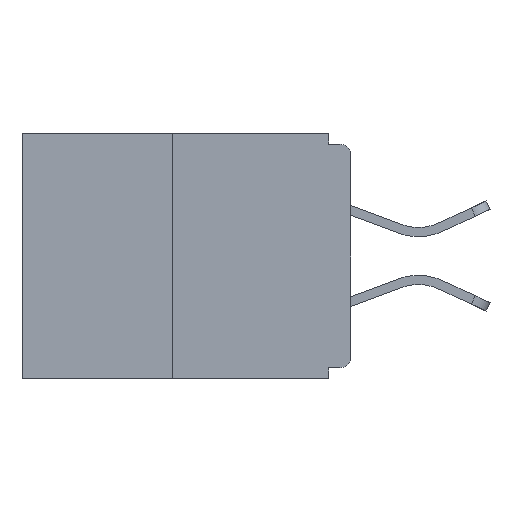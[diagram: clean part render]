
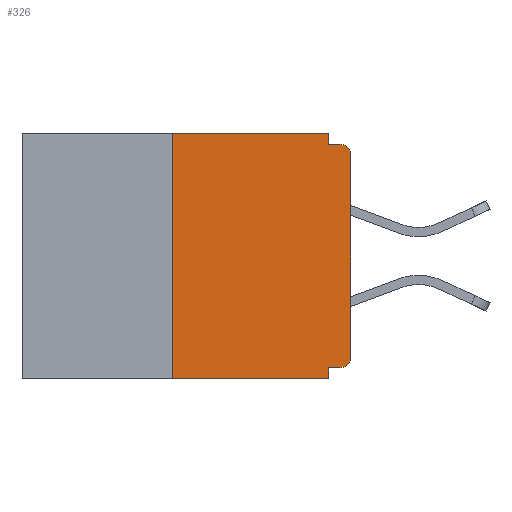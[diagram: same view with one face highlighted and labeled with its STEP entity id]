
A CAD part, left-side view. The second image highlights one B-rep face of the part: STEP entity #326.
In plain terms, the highlighted planar face has unit normal (-1, 0, 0).
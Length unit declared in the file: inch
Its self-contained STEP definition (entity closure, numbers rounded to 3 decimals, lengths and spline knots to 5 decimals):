
#150 = EDGE_CURVE ( 'NONE', #19138, #12833, #1432, .T. ) ;
#158 = CARTESIAN_POINT ( 'NONE',  ( 0., 0.031, -0.328 ) ) ;
#205 = VECTOR ( 'NONE', #5356, 39.37008 ) ;
#242 = LINE ( 'NONE', #19106, #17828 ) ;
#297 = ORIENTED_EDGE ( 'NONE', *, *, #5367, .F. ) ;
#326 = ADVANCED_FACE ( 'NONE', ( #331 ), #16438, .F. ) ;
#331 = FACE_OUTER_BOUND ( 'NONE', #22220, .T. ) ;
#517 = EDGE_CURVE ( 'NONE', #2848, #989, #598, .T. ) ;
#598 = LINE ( 'NONE', #2885, #3326 ) ;
#603 = ORIENTED_EDGE ( 'NONE', *, *, #9039, .T. ) ;
#989 = VERTEX_POINT ( 'NONE', #14139 ) ;
#1185 = CIRCLE ( 'NONE', #7978, 0.015 ) ;
#1294 = ORIENTED_EDGE ( 'NONE', *, *, #20113, .F. ) ;
#1411 = VECTOR ( 'NONE', #13442, 39.37008 ) ;
#1432 = LINE ( 'NONE', #17816, #16007 ) ;
#1688 = LINE ( 'NONE', #15783, #10159 ) ;
#2848 = VERTEX_POINT ( 'NONE', #3574 ) ;
#2885 = CARTESIAN_POINT ( 'NONE',  ( 0., 0.25, 0. ) ) ;
#3056 = VECTOR ( 'NONE', #4998, 39.37008 ) ;
#3069 = VERTEX_POINT ( 'NONE', #18315 ) ;
#3326 = VECTOR ( 'NONE', #4667, 39.37008 ) ;
#3416 = VERTEX_POINT ( 'NONE', #21987 ) ;
#3574 = CARTESIAN_POINT ( 'NONE',  ( 0., 0.25, -0.343 ) ) ;
#4667 = DIRECTION ( 'NONE',  ( 0., 0., 1. ) ) ;
#4998 = DIRECTION ( 'NONE',  ( 0., -1., 0. ) ) ;
#5356 = DIRECTION ( 'NONE',  ( 0., 0., 1. ) ) ;
#5367 = EDGE_CURVE ( 'NONE', #12833, #3416, #242, .T. ) ;
#5960 = ORIENTED_EDGE ( 'NONE', *, *, #12575, .T. ) ;
#6071 = LINE ( 'NONE', #19082, #1411 ) ;
#6604 = CARTESIAN_POINT ( 'NONE',  ( 0., 0.46, -0.343 ) ) ;
#6695 = ORIENTED_EDGE ( 'NONE', *, *, #18562, .T. ) ;
#6979 = VERTEX_POINT ( 'NONE', #10743 ) ;
#7034 = CARTESIAN_POINT ( 'NONE',  ( 0., 0., 0. ) ) ;
#7126 = ORIENTED_EDGE ( 'NONE', *, *, #21818, .F. ) ;
#7404 = CARTESIAN_POINT ( 'NONE',  ( 0., 0.46, 0. ) ) ;
#7629 = DIRECTION ( 'NONE',  ( 0., 0., -1. ) ) ;
#7854 = DIRECTION ( 'NONE',  ( -1., 0., 0. ) ) ;
#7978 = AXIS2_PLACEMENT_3D ( 'NONE', #22332, #16329, #7629 ) ;
#8993 = DIRECTION ( 'NONE',  ( 0., -1., 0. ) ) ;
#9039 = EDGE_CURVE ( 'NONE', #11730, #3069, #14230, .T. ) ;
#9326 = CARTESIAN_POINT ( 'NONE',  ( 0., 0.46, 0. ) ) ;
#9418 = CARTESIAN_POINT ( 'NONE',  ( 0., 0.031, 0. ) ) ;
#9595 = ORIENTED_EDGE ( 'NONE', *, *, #13343, .F. ) ;
#10159 = VECTOR ( 'NONE', #19332, 39.37008 ) ;
#10568 = VERTEX_POINT ( 'NONE', #9418 ) ;
#10743 = CARTESIAN_POINT ( 'NONE',  ( 0., 0.031, -0.015 ) ) ;
#11730 = VERTEX_POINT ( 'NONE', #22821 ) ;
#12575 = EDGE_CURVE ( 'NONE', #19138, #15395, #1185, .T. ) ;
#12694 = LINE ( 'NONE', #6604, #3056 ) ;
#12833 = VERTEX_POINT ( 'NONE', #158 ) ;
#12906 = DIRECTION ( 'NONE',  ( 0., 0., -1. ) ) ;
#13343 = EDGE_CURVE ( 'NONE', #6979, #3069, #1688, .T. ) ;
#13442 = DIRECTION ( 'NONE',  ( 0., 0., -1. ) ) ;
#13780 = DIRECTION ( 'NONE',  ( 0., 0., -1. ) ) ;
#14029 = ORIENTED_EDGE ( 'NONE', *, *, #21791, .T. ) ;
#14139 = CARTESIAN_POINT ( 'NONE',  ( 0., 0.25, 0. ) ) ;
#14230 = CIRCLE ( 'NONE', #16822, 0.015 ) ;
#14442 = LINE ( 'NONE', #7404, #19156 ) ;
#14816 = AXIS2_PLACEMENT_3D ( 'NONE', #9326, #21748, #12906 ) ;
#15395 = VERTEX_POINT ( 'NONE', #16339 ) ;
#15783 = CARTESIAN_POINT ( 'NONE',  ( 0., 0., -0.015 ) ) ;
#16007 = VECTOR ( 'NONE', #19688, 39.37008 ) ;
#16329 = DIRECTION ( 'NONE',  ( -1., 0., 0. ) ) ;
#16339 = CARTESIAN_POINT ( 'NONE',  ( 0., 0., -0.313 ) ) ;
#16438 = PLANE ( 'NONE',  #14816 ) ;
#16822 = AXIS2_PLACEMENT_3D ( 'NONE', #18193, #7854, #20216 ) ;
#16962 = ORIENTED_EDGE ( 'NONE', *, *, #150, .F. ) ;
#17816 = CARTESIAN_POINT ( 'NONE',  ( 0., 0., -0.328 ) ) ;
#17828 = VECTOR ( 'NONE', #13780, 39.37008 ) ;
#18193 = CARTESIAN_POINT ( 'NONE',  ( 0., 0.015, -0.03 ) ) ;
#18315 = CARTESIAN_POINT ( 'NONE',  ( 0., 0.015, -0.015 ) ) ;
#18562 = EDGE_CURVE ( 'NONE', #15395, #11730, #20867, .T. ) ;
#19082 = CARTESIAN_POINT ( 'NONE',  ( 0., 0.031, 0. ) ) ;
#19106 = CARTESIAN_POINT ( 'NONE',  ( 0., 0.031, -0.343 ) ) ;
#19138 = VERTEX_POINT ( 'NONE', #20280 ) ;
#19156 = VECTOR ( 'NONE', #8993, 39.37008 ) ;
#19332 = DIRECTION ( 'NONE',  ( 0., -1., 0. ) ) ;
#19688 = DIRECTION ( 'NONE',  ( 0., 1., 0. ) ) ;
#20113 = EDGE_CURVE ( 'NONE', #989, #10568, #14442, .T. ) ;
#20216 = DIRECTION ( 'NONE',  ( 0., 0., -1. ) ) ;
#20280 = CARTESIAN_POINT ( 'NONE',  ( 0., 0.015, -0.328 ) ) ;
#20867 = LINE ( 'NONE', #7034, #205 ) ;
#21748 = DIRECTION ( 'NONE',  ( 1., 0., 0. ) ) ;
#21791 = EDGE_CURVE ( 'NONE', #2848, #3416, #12694, .T. ) ;
#21818 = EDGE_CURVE ( 'NONE', #10568, #6979, #6071, .T. ) ;
#21987 = CARTESIAN_POINT ( 'NONE',  ( 0., 0.031, -0.343 ) ) ;
#22220 = EDGE_LOOP ( 'NONE', ( #1294, #22266, #14029, #297, #16962, #5960, #6695, #603, #9595, #7126 ) ) ;
#22266 = ORIENTED_EDGE ( 'NONE', *, *, #517, .F. ) ;
#22332 = CARTESIAN_POINT ( 'NONE',  ( 0., 0.015, -0.313 ) ) ;
#22821 = CARTESIAN_POINT ( 'NONE',  ( 0., 0., -0.03 ) ) ;
